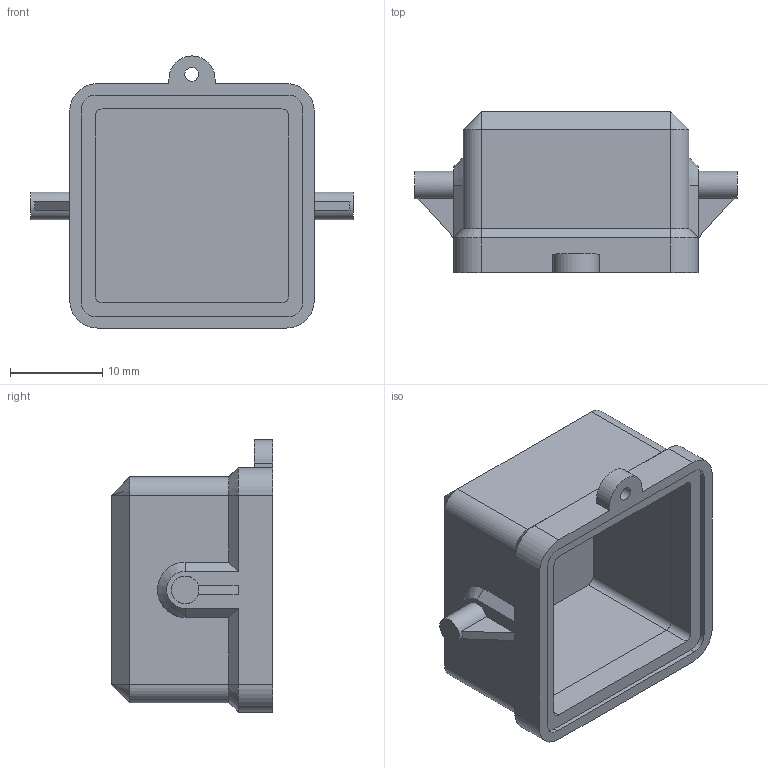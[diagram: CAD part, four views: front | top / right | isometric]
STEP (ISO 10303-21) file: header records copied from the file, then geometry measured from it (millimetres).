
FILE_DESCRIPTION (( 'STEP AP214' ), '1' );
FILE_NAME ('ZP-MC03A-2-SCVPFM.STEP', '2011-11-02T17:40:10', ( '.ADC' ), ( 'ADC' ), 'SwSTEP 2.0', 'SolidWorks 2011', '' );
FILE_SCHEMA (( 'AUTOMOTIVE_DESIGN' ));
Length unit declared in the file: millimetre
Products named in the file (1): ZP-MC03A-2-SCVPFM
Bounding box: 35 x 17.5 x 29.5 mm (x, y, z)
Volume: 3953.1 mm3; surface area: 5170.6 mm2
Topology: 2 solids, 2 shells, 93 faces, 231 edges, 142 vertices
Faces by surface type: plane 55, cylinder 28, cone 10
Full cylindrical faces by diameter (mm): 1.5 x1, 3 x2
Entity records: 3705 total; most frequent: DIRECTION 468, CARTESIAN_POINT 462, ORIENTED_EDGE 444, EDGE_CURVE 222, VECTOR 160, LINE 160, AXIS2_PLACEMENT_3D 154, VERTEX_POINT 140
